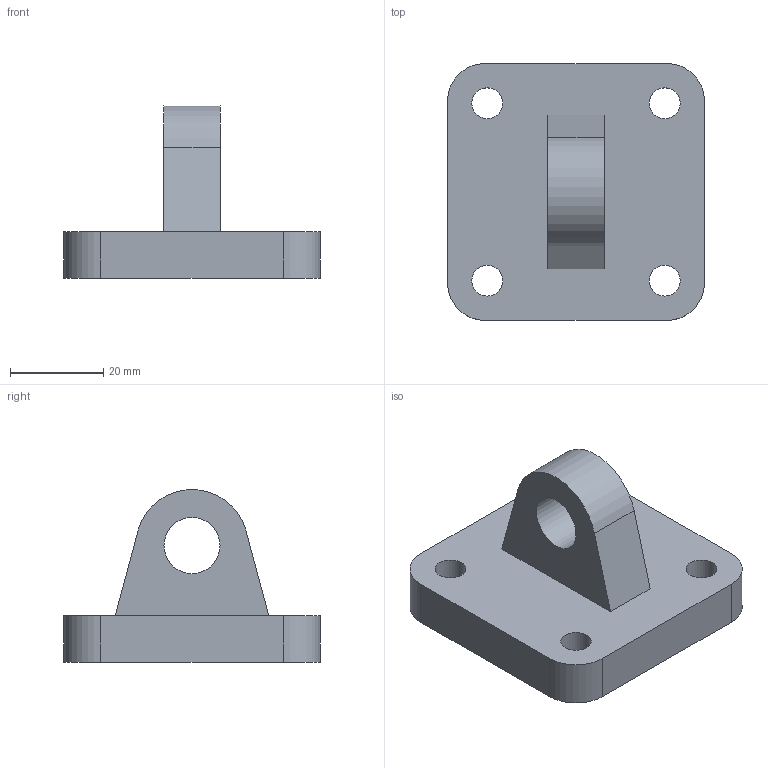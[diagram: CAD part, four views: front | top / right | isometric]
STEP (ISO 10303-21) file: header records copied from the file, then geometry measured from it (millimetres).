
FILE_DESCRIPTION (( 'STEP AP214' ), '1' );
FILE_NAME ('RD000031.STEP', '2016-06-07T12:56:04', ( '' ), ( '' ), 'SwSTEP 2.0', 'SolidWorks 2016', '' );
FILE_SCHEMA (( 'AUTOMOTIVE_DESIGN' ));
Length unit declared in the file: millimetre
Products named in the file (1): RD000031
Bounding box: 55 x 55 x 36.95 mm (x, y, z)
Volume: 34895.8 mm3; surface area: 10537 mm2
Topology: 1 solids, 1 shells, 20 faces, 51 edges, 34 vertices
Faces by surface type: plane 10, cylinder 10
Full cylindrical faces by diameter (mm): 6.6 x4, 12 x1
Entity records: 644 total; most frequent: DIRECTION 108, CARTESIAN_POINT 101, ORIENTED_EDGE 92, EDGE_CURVE 46, AXIS2_PLACEMENT_3D 41, EDGE_LOOP 36, VERTEX_POINT 34, LINE 26
